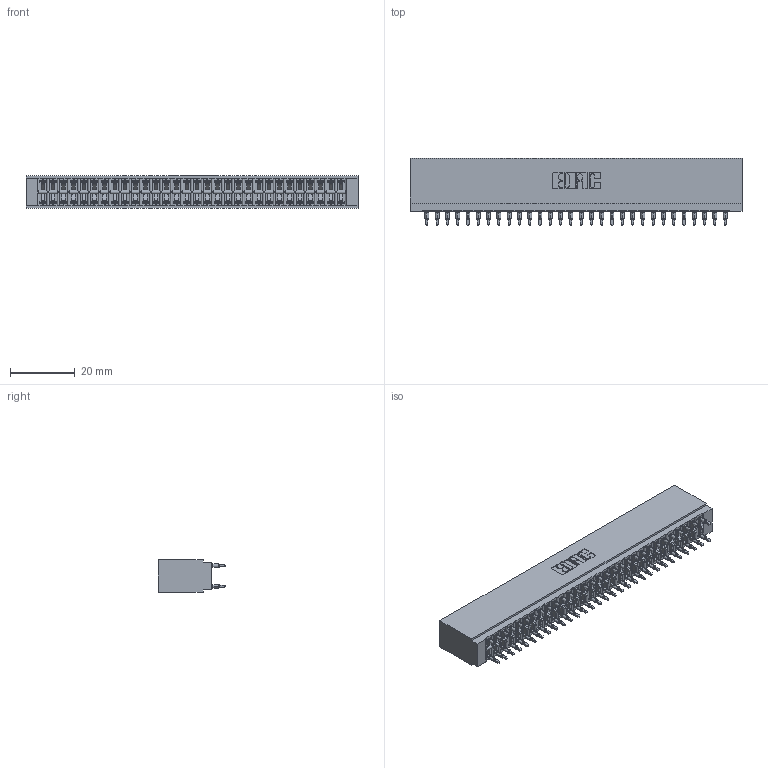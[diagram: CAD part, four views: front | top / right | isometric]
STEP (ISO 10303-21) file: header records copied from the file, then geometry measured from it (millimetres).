
FILE_DESCRIPTION (( 'STEP AP203' ), '1' );
FILE_NAME ('746-060-520-201.STEP', '2026-02-27T20:17:55', ( '' ), ( '' ), 'SwSTEP 2.0', 'SolidWorks 2023', '' );
FILE_SCHEMA (( 'CONFIG_CONTROL_DESIGN' ));
Length unit declared in the file: millimetre
Products named in the file (3): 746-060-520-201; 746-292-001_520; 746 Part_.515 Slot Depth - 01
Assembly tree (61 placements, depth 2):
  746-060-520-201
    746 Part_.515 Slot Depth - 01
    746-292-001_520  x60
Bounding box: 102.49 x 20.82 x 9.91 mm (x, y, z)
Volume: 11011.2 mm3; surface area: 17166.4 mm2
Topology: 61 solids, 61 shells, 5467 faces, 15023 edges, 9565 vertices
Faces by surface type: plane 2815, bspline 1200, cylinder 1092, torus 360
Entity records: 47985 total; most frequent: CARTESIAN_POINT 9645, ORIENTED_EDGE 8216, DIRECTION 6880, EDGE_CURVE 4108, VECTOR 3624, LINE 3624, VERTEX_POINT 2721, AXIS2_PLACEMENT_3D 1628
